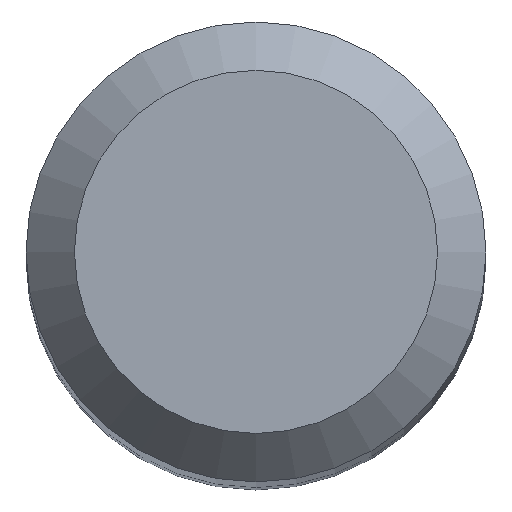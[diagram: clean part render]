
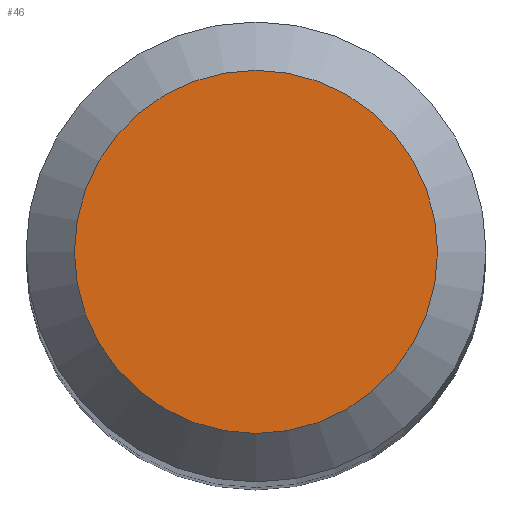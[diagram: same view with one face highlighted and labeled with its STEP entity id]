
A CAD part, top view. The second image highlights one B-rep face of the part: STEP entity #46.
In plain terms, the highlighted planar face has unit normal (0, 0, 1).
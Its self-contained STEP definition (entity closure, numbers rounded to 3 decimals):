
#3 = DIRECTION ( 'NONE',  ( 0., 1., 0. ) ) ;
#9 = AXIS2_PLACEMENT_3D ( 'NONE', #96, #181, #161 ) ;
#21 = FACE_OUTER_BOUND ( 'NONE', #64, .T. ) ;
#39 = PLANE ( 'NONE',  #9 ) ;
#46 = ADVANCED_FACE ( 'NONE', ( #21 ), #39, .F. ) ;
#48 = EDGE_CURVE ( 'NONE', #192, #192, #88, .T. ) ;
#54 = CARTESIAN_POINT ( 'NONE',  ( 0., 0., 79. ) ) ;
#64 = EDGE_LOOP ( 'NONE', ( #173 ) ) ;
#88 = CIRCLE ( 'NONE', #164, 3. ) ;
#91 = CARTESIAN_POINT ( 'NONE',  ( 0., 3., 79. ) ) ;
#96 = CARTESIAN_POINT ( 'NONE',  ( 0., 0., 79. ) ) ;
#115 = DIRECTION ( 'NONE',  ( 0., 0., -1. ) ) ;
#161 = DIRECTION ( 'NONE',  ( 0., 1., 0. ) ) ;
#164 = AXIS2_PLACEMENT_3D ( 'NONE', #54, #115, #3 ) ;
#173 = ORIENTED_EDGE ( 'NONE', *, *, #48, .F. ) ;
#181 = DIRECTION ( 'NONE',  ( 0., 0., -1. ) ) ;
#192 = VERTEX_POINT ( 'NONE', #91 ) ;
